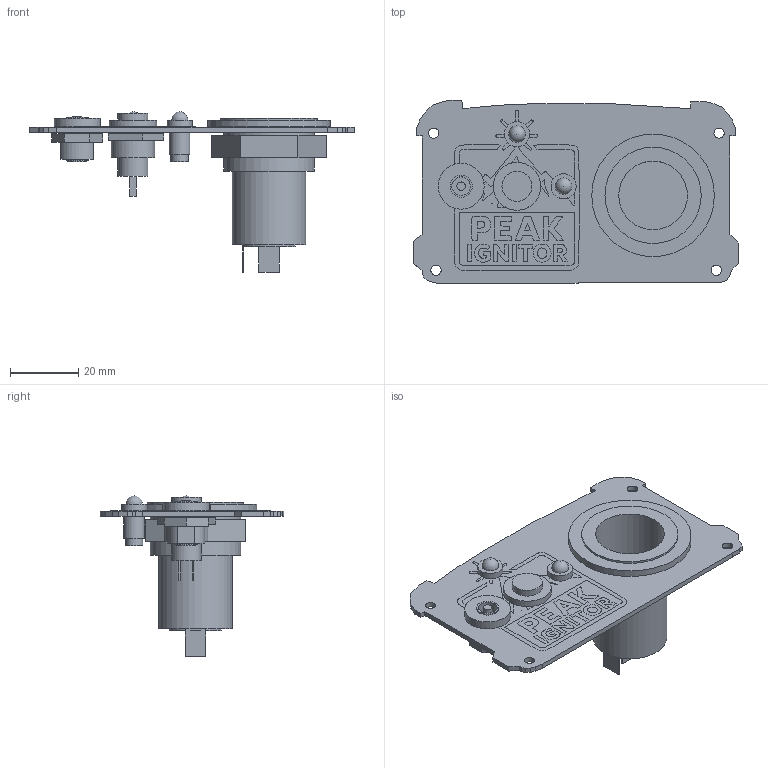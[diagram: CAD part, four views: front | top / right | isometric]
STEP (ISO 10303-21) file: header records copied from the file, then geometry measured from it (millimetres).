
FILE_DESCRIPTION(('KiCad electronic assembly'),'2;1');
FILE_NAME('front.step','2025-12-06T14:05:20',('Pcbnew'),('Kicad'), 'Open CASCADE STEP processor 7.9','KiCad to STEP converter','Unknown' );
FILE_SCHEMA(('AUTOMOTIVE_DESIGN { 1 0 10303 214 1 1 1 1 }'));
Length unit declared in the file: millimetre
Products named in the file (8): front 1; led-red; led-green; switch; kfz2; barrel-jack; front_silkscreen; front_PCB
Assembly tree (7 placements, depth 2):
  front 1
    led-red
    led-green
    switch
    kfz2
    barrel-jack
    front_silkscreen
    front_PCB
Bounding box: 95.5 x 54 x 47.12 mm (x, y, z)
Volume: 19126.6 mm3; surface area: 19615.4 mm2
Topology: 8 solids, 28 shells, 190 faces, 1225 edges, 1096 vertices
Faces by surface type: plane 150, cylinder 38, sphere 2
Full cylindrical faces by diameter (mm): 2.5 x1, 3 x4, 5.1 x2, 5.5 x2, 6.1 x2, 6.35 x2, 6.5 x2, 7.38 x2, 8.8 x2, 11 x1, 12.7 x3, 13.5 x1, 14 x1, 20.2 x1, 21.7 x1, 26.6 x2, 28 x1, 28.3 x1, 36.03 x1
Entity records: 12812 total; most frequent: CARTESIAN_POINT 2517, DIRECTION 1727, ORIENTED_EDGE 1608, EDGE_CURVE 1223, LINE 1115, VECTOR 1115, VERTEX_POINT 1096, AXIS2_PLACEMENT_3D 306
